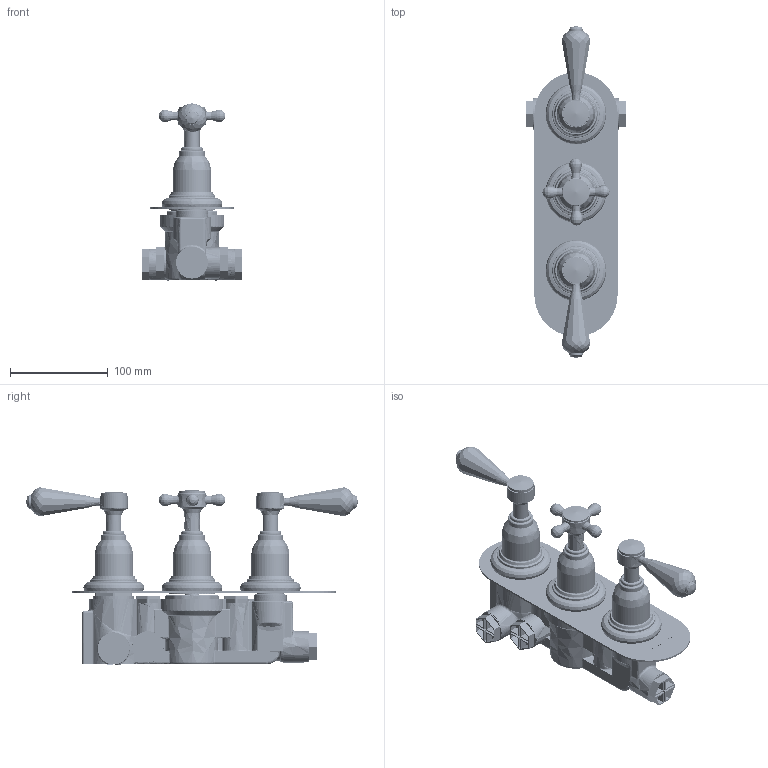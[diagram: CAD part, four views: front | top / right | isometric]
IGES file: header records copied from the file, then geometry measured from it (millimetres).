
Global section: file name: V203-TSB TSC; native system: Autodesk Inventor 2018; preprocessor: unknown; author: adaniels; date: 20171205.095350; units: millimetre
Bounding box: 103 x 339.24 x 181.24 mm (x, y, z)
Volume: 698633.3 mm3; surface area: 389796.2 mm2
Topology: 90 solids, 94 shells, 2971 faces, 7879 edges, 5255 vertices
Faces by surface type: bspline 2971
